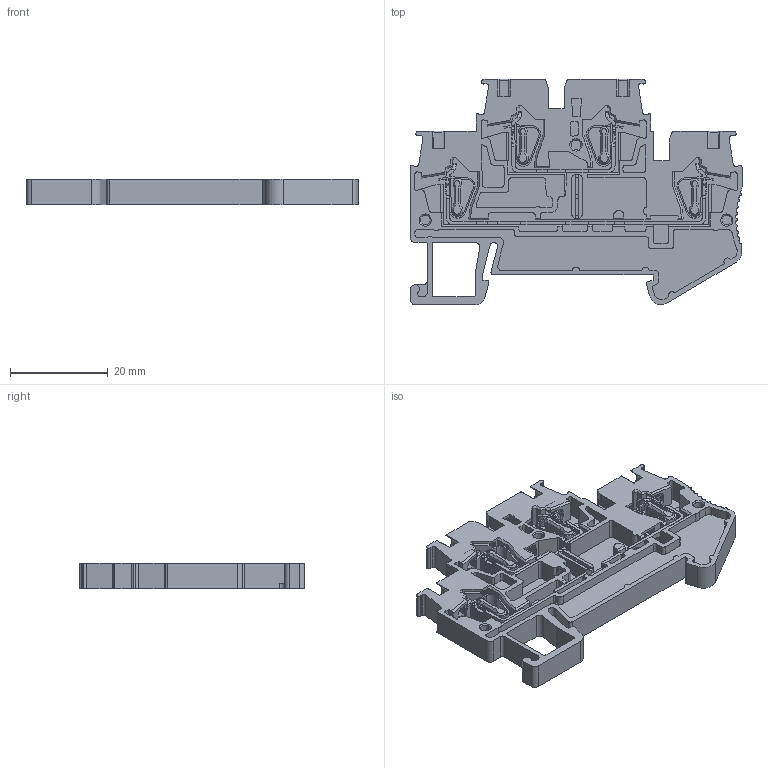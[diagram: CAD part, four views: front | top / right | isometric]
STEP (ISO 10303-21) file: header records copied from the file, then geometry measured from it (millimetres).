
FILE_DESCRIPTION (( 'STEP AP214' ), '1' );
FILE_NAME ('FJ6-2.5K.STEP', '2024-08-23T11:08:34', ( 'Windows User' ), ( 'P R C' ), 'SwSTEP 2.0', 'SolidWorks 2018', '' );
FILE_SCHEMA (( 'AUTOMOTIVE_DESIGN' ));
Length unit declared in the file: millimetre
Products named in the file (1): FJ6-2.5K
Bounding box: 68 x 46.15 x 5.2 mm (x, y, z)
Volume: 5842.9 mm3; surface area: 12379.2 mm2
Topology: 7 solids, 7 shells, 1465 faces, 4216 edges, 2763 vertices
Faces by surface type: plane 846, cylinder 535, cone 66, bspline 18
Entity records: 49048 total; most frequent: CARTESIAN_POINT 10608, ORIENTED_EDGE 8432, DIRECTION 7591, EDGE_CURVE 4216, VECTOR 2913, LINE 2913, VERTEX_POINT 2763, AXIS2_PLACEMENT_3D 2339
